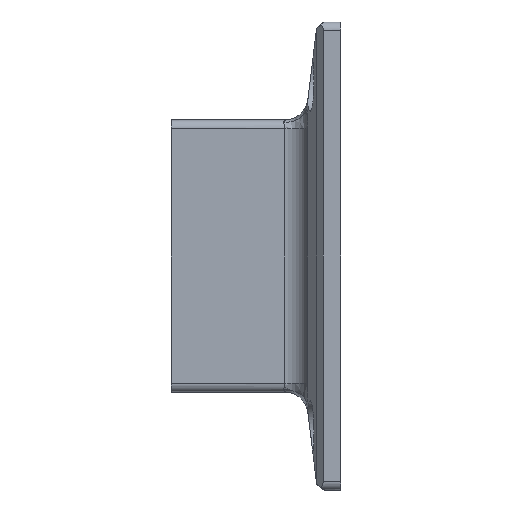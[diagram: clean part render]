
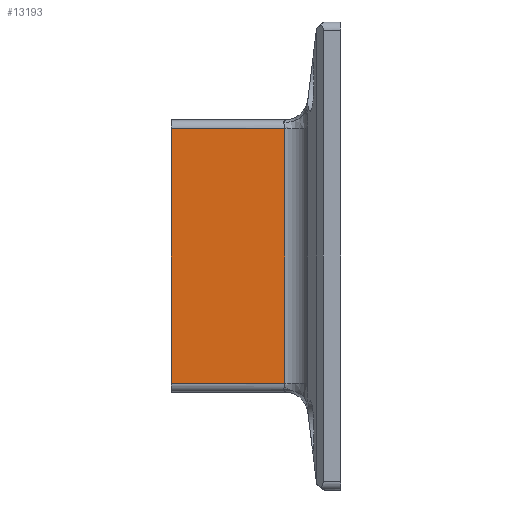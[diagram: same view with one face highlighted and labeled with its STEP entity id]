
A CAD part, left-side view. The second image highlights one B-rep face of the part: STEP entity #13193.
In plain terms, the highlighted planar face has unit normal (-1, 0, 0).
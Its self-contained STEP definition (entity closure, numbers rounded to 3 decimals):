
#313 = PLANE ( 'NONE',  #16519 ) ;
#1462 = DIRECTION ( 'NONE',  ( 0., 0., 1. ) ) ;
#1581 = LINE ( 'NONE', #2191, #4926 ) ;
#2138 = DIRECTION ( 'NONE',  ( 0., 0., 1. ) ) ;
#2191 = CARTESIAN_POINT ( 'NONE',  ( -33.25, 29., -23.25 ) ) ;
#2413 = DIRECTION ( 'NONE',  ( 0., 0., -1. ) ) ;
#3151 = CARTESIAN_POINT ( 'NONE',  ( -33.25, 9.596, 21.75 ) ) ;
#3435 = CARTESIAN_POINT ( 'NONE',  ( -33.25, 9.596, -23.25 ) ) ;
#4371 = ORIENTED_EDGE ( 'NONE', *, *, #7919, .T. ) ;
#4926 = VECTOR ( 'NONE', #2413, 1000. ) ;
#5948 = FACE_OUTER_BOUND ( 'NONE', #16752, .T. ) ;
#6100 = CARTESIAN_POINT ( 'NONE',  ( -33.25, 29., 21.75 ) ) ;
#6283 = VERTEX_POINT ( 'NONE', #11407 ) ;
#7003 = VECTOR ( 'NONE', #11732, 1000. ) ;
#7295 = DIRECTION ( 'NONE',  ( 0., 1., 0. ) ) ;
#7894 = EDGE_CURVE ( 'NONE', #16297, #12370, #11870, .T. ) ;
#7919 = EDGE_CURVE ( 'NONE', #12370, #6283, #11034, .T. ) ;
#8315 = VECTOR ( 'NONE', #2138, 1000. ) ;
#8945 = ORIENTED_EDGE ( 'NONE', *, *, #13028, .T. ) ;
#9796 = VECTOR ( 'NONE', #7295, 1000. ) ;
#10183 = ORIENTED_EDGE ( 'NONE', *, *, #7894, .T. ) ;
#11034 = LINE ( 'NONE', #6100, #9796 ) ;
#11407 = CARTESIAN_POINT ( 'NONE',  ( -33.25, 29., 21.75 ) ) ;
#11732 = DIRECTION ( 'NONE',  ( 0., -1., 0. ) ) ;
#11870 = LINE ( 'NONE', #3435, #8315 ) ;
#12370 = VERTEX_POINT ( 'NONE', #3151 ) ;
#12960 = EDGE_CURVE ( 'NONE', #6283, #17239, #1581, .T. ) ;
#12988 = ORIENTED_EDGE ( 'NONE', *, *, #12960, .T. ) ;
#13028 = EDGE_CURVE ( 'NONE', #17239, #16297, #15388, .T. ) ;
#13193 = ADVANCED_FACE ( 'NONE', ( #5948 ), #313, .T. ) ;
#14091 = CARTESIAN_POINT ( 'NONE',  ( -33.25, 29., -21.75 ) ) ;
#14283 = CARTESIAN_POINT ( 'NONE',  ( -33.25, 9.596, -21.75 ) ) ;
#15388 = LINE ( 'NONE', #16971, #7003 ) ;
#16124 = CARTESIAN_POINT ( 'NONE',  ( -33.25, 29., -23.25 ) ) ;
#16247 = DIRECTION ( 'NONE',  ( -1., 0., 0. ) ) ;
#16297 = VERTEX_POINT ( 'NONE', #14283 ) ;
#16519 = AXIS2_PLACEMENT_3D ( 'NONE', #16124, #16247, #1462 ) ;
#16752 = EDGE_LOOP ( 'NONE', ( #8945, #10183, #4371, #12988 ) ) ;
#16971 = CARTESIAN_POINT ( 'NONE',  ( -33.25, 29., -21.75 ) ) ;
#17239 = VERTEX_POINT ( 'NONE', #14091 ) ;
